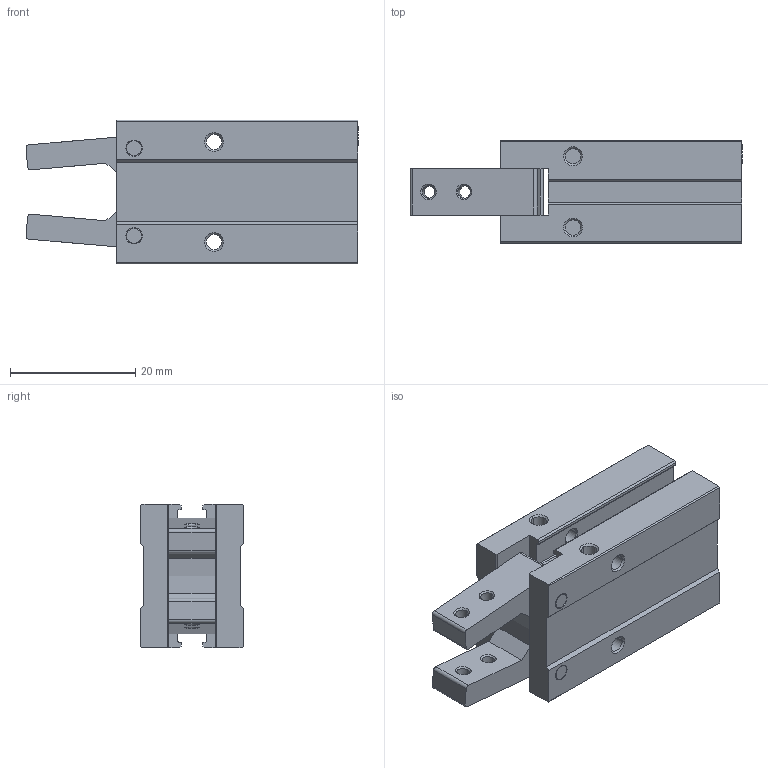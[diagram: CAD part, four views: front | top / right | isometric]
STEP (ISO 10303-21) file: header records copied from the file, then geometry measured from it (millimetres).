
FILE_DESCRIPTION (( 'STEP AP214' ), '1' );
FILE_NAME ('PGA-10-A.STEP', '2023-04-04T12:10:32', ( '' ), ( '' ), 'SwSTEP 2.0', 'SolidWorks 2015', '' );
FILE_SCHEMA (( 'AUTOMOTIVE_DESIGN' ));
Length unit declared in the file: millimetre
Products named in the file (3): PGA-10-A finger; PGA-10-A body; PGA-10-A
Assembly tree (3 placements, depth 2):
  PGA-10-A
    PGA-10-A body
    PGA-10-A finger  x2
Bounding box: 53.07 x 16.4 x 23 mm (x, y, z)
Volume: 12775.3 mm3; surface area: 6930.2 mm2
Topology: 3 solids, 3 shells, 366 faces, 942 edges, 610 vertices
Faces by surface type: plane 184, cone 72, cylinder 64, bspline 46
Entity records: 12724 total; most frequent: CARTESIAN_POINT 4644, ORIENTED_EDGE 1708, DIRECTION 1530, EDGE_CURVE 854, LINE 578, VECTOR 578, VERTEX_POINT 554, AXIS2_PLACEMENT_3D 476
